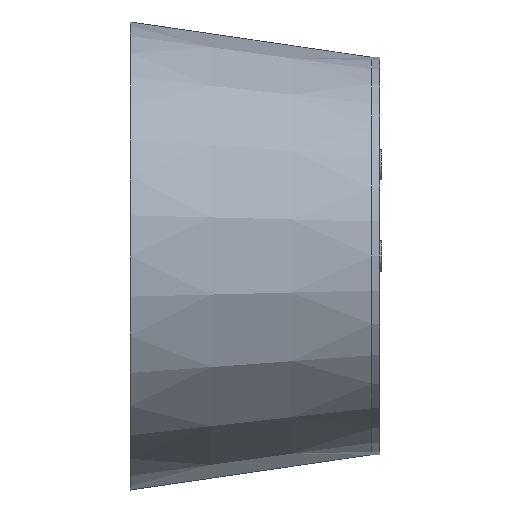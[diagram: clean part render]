
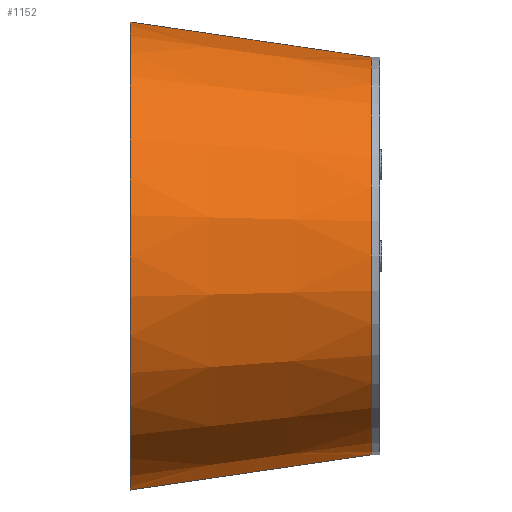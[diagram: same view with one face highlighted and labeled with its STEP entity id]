
A CAD part, left-side view. The second image highlights one B-rep face of the part: STEP entity #1152.
In plain terms, the highlighted conical face has half-angle 8.3 degrees and reference radius 39.221 mm.
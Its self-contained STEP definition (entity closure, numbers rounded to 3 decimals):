
#36 = DIRECTION ( 'NONE',  ( 0., 0.99, 0.144 ) ) ;
#70 = CARTESIAN_POINT ( 'NONE',  ( 0., 273.849, -39.221 ) ) ;
#81 = DIRECTION ( 'NONE',  ( 0., 0., 1. ) ) ;
#103 = ORIENTED_EDGE ( 'NONE', *, *, #185, .T. ) ;
#115 = AXIS2_PLACEMENT_3D ( 'NONE', #531, #144, #842 ) ;
#144 = DIRECTION ( 'NONE',  ( 0., -1., 0. ) ) ;
#162 = AXIS2_PLACEMENT_3D ( 'NONE', #582, #586, #1104 ) ;
#166 = CARTESIAN_POINT ( 'NONE',  ( 0., 273.849, 39.221 ) ) ;
#185 = EDGE_CURVE ( 'NONE', #1219, #1078, #744, .T. ) ;
#359 = CARTESIAN_POINT ( 'NONE',  ( 0., 273.849, 0. ) ) ;
#390 = VECTOR ( 'NONE', #438, 1000. ) ;
#405 = AXIS2_PLACEMENT_3D ( 'NONE', #359, #1160, #81 ) ;
#427 = CARTESIAN_POINT ( 'NONE',  ( 0., 273.849, -39.221 ) ) ;
#428 = CIRCLE ( 'NONE', #115, 39.221 ) ;
#438 = DIRECTION ( 'NONE',  ( 0., 0.99, -0.144 ) ) ;
#469 = FACE_OUTER_BOUND ( 'NONE', #761, .T. ) ;
#487 = CARTESIAN_POINT ( 'NONE',  ( 0., 321.561, -46.181 ) ) ;
#531 = CARTESIAN_POINT ( 'NONE',  ( 0., 273.849, 0. ) ) ;
#582 = CARTESIAN_POINT ( 'NONE',  ( 0., 321.561, 0. ) ) ;
#585 = EDGE_CURVE ( 'NONE', #1182, #682, #628, .T. ) ;
#586 = DIRECTION ( 'NONE',  ( 0., -1., 0. ) ) ;
#591 = VECTOR ( 'NONE', #36, 1000. ) ;
#628 = LINE ( 'NONE', #427, #390 ) ;
#670 = ORIENTED_EDGE ( 'NONE', *, *, #782, .T. ) ;
#682 = VERTEX_POINT ( 'NONE', #487 ) ;
#724 = CARTESIAN_POINT ( 'NONE',  ( 0., 321.561, 46.181 ) ) ;
#741 = ORIENTED_EDGE ( 'NONE', *, *, #585, .F. ) ;
#744 = LINE ( 'NONE', #828, #591 ) ;
#761 = EDGE_LOOP ( 'NONE', ( #741, #910, #103, #670 ) ) ;
#782 = EDGE_CURVE ( 'NONE', #1078, #682, #928, .T. ) ;
#828 = CARTESIAN_POINT ( 'NONE',  ( 0., 273.849, 39.221 ) ) ;
#842 = DIRECTION ( 'NONE',  ( 0., 0., -1. ) ) ;
#910 = ORIENTED_EDGE ( 'NONE', *, *, #965, .F. ) ;
#928 = CIRCLE ( 'NONE', #162, 46.181 ) ;
#965 = EDGE_CURVE ( 'NONE', #1219, #1182, #428, .T. ) ;
#1067 = CONICAL_SURFACE ( 'NONE', #405, 39.221, 0.145 ) ;
#1078 = VERTEX_POINT ( 'NONE', #724 ) ;
#1104 = DIRECTION ( 'NONE',  ( 0., 0., -1. ) ) ;
#1152 = ADVANCED_FACE ( 'NONE', ( #469 ), #1067, .T. ) ;
#1160 = DIRECTION ( 'NONE',  ( 0., 1., 0. ) ) ;
#1182 = VERTEX_POINT ( 'NONE', #70 ) ;
#1219 = VERTEX_POINT ( 'NONE', #166 ) ;
